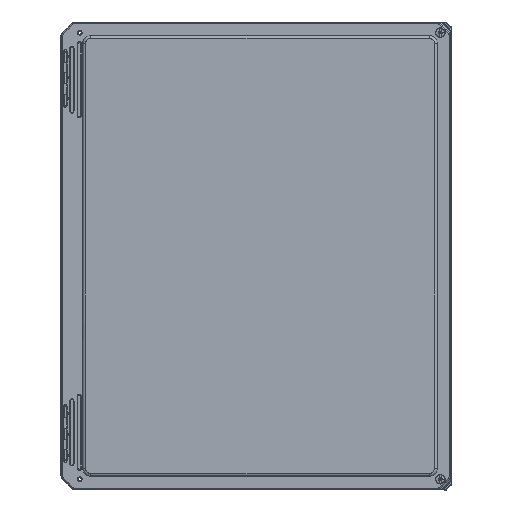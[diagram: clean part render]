
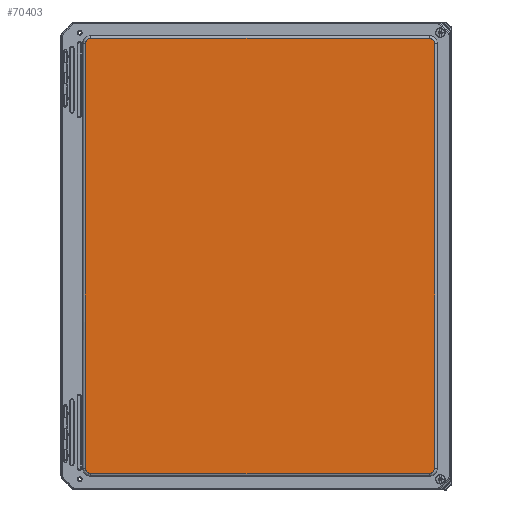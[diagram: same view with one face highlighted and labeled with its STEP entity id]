
A CAD part, top view. The second image highlights one B-rep face of the part: STEP entity #70403.
In plain terms, the highlighted planar face has unit normal (0, 0, 1).
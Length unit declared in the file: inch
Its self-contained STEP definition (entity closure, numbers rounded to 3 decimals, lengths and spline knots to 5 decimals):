
#538 = EDGE_CURVE ( 'NONE', #86601, #24621, #25390, .T. ) ;
#2980 = CARTESIAN_POINT ( 'NONE',  ( -7.9423, 9.87984, 5.17336 ) ) ;
#3677 = CARTESIAN_POINT ( 'NONE',  ( 8.3173, 9.89854, 5.17336 ) ) ;
#5584 = CARTESIAN_POINT ( 'NONE',  ( -7.72974, -10.1298, 5.17336 ) ) ;
#7057 = CARTESIAN_POINT ( 'NONE',  ( 8.3173, -9.87984, 5.17336 ) ) ;
#9131 = EDGE_CURVE ( 'NONE', #48407, #86601, #55315, .T. ) ;
#10091 = CARTESIAN_POINT ( 'NONE',  ( -7.69234, 10.1298, 5.17336 ) ) ;
#11015 = LINE ( 'NONE', #10091, #34174 ) ;
#11414 = CARTESIAN_POINT ( 'NONE',  ( -7.69234, 10.1298, 5.17336 ) ) ;
#11694 = CARTESIAN_POINT ( 'NONE',  ( 8.06734, -10.1298, 5.17336 ) ) ;
#11700 = ORIENTED_EDGE ( 'NONE', *, *, #46830, .F. ) ;
#11809 = ORIENTED_EDGE ( 'NONE', *, *, #55438, .F. ) ;
#11996 = CARTESIAN_POINT ( 'NONE',  ( -7.9423, -9.87984, 5.17336 ) ) ;
#12073 = VERTEX_POINT ( 'NONE', #7057 ) ;
#14555 = B_SPLINE_CURVE_WITH_KNOTS ( 'NONE', 3,
 ( #39364, #46033, #67489, #31261, #67022, #3677, #23707 ),
 .UNSPECIFIED., .F., .F.,
 ( 4, 1, 1, 1, 4 ),
 ( 0., 0.28571, 0.57143, 0.85714, 1. ),
 .UNSPECIFIED. ) ;
#14618 = ORIENTED_EDGE ( 'NONE', *, *, #9131, .F. ) ;
#15421 = VERTEX_POINT ( 'NONE', #74355 ) ;
#18419 = LINE ( 'NONE', #33122, #45702 ) ;
#18597 = ORIENTED_EDGE ( 'NONE', *, *, #41671, .F. ) ;
#18699 = B_SPLINE_CURVE_WITH_KNOTS ( 'NONE', 3,
 ( #70685, #63094, #92092, #26896, #55941, #84956, #11694 ),
 .UNSPECIFIED., .F., .F.,
 ( 4, 1, 1, 1, 4 ),
 ( 0., 0.14286, 0.42857, 0.71429, 1. ),
 .UNSPECIFIED. ) ;
#19282 = EDGE_CURVE ( 'NONE', #12073, #54028, #18699, .T. ) ;
#19355 = DIRECTION ( 'NONE',  ( -1., 0., 0. ) ) ;
#20804 = CARTESIAN_POINT ( 'NONE',  ( -7.9423, -9.87984, 5.17336 ) ) ;
#20839 = VECTOR ( 'NONE', #84335, 39.37008 ) ;
#23018 = CARTESIAN_POINT ( 'NONE',  ( 8.06734, 10.1298, 5.17336 ) ) ;
#23707 = CARTESIAN_POINT ( 'NONE',  ( 8.3173, 9.87984, 5.17336 ) ) ;
#24540 = CARTESIAN_POINT ( 'NONE',  ( 8.06734, -10.1298, 5.17336 ) ) ;
#24621 = VERTEX_POINT ( 'NONE', #81985 ) ;
#25390 = B_SPLINE_CURVE_WITH_KNOTS ( 'NONE', 3,
 ( #63278, #84686, #78460, #47557, #76584, #77986, #11414 ),
 .UNSPECIFIED., .F., .F.,
 ( 4, 1, 1, 1, 4 ),
 ( 0., 0.28571, 0.57143, 0.85714, 1. ),
 .UNSPECIFIED. ) ;
#26465 = CARTESIAN_POINT ( 'NONE',  ( 0.1875, 0., 5.17336 ) ) ;
#26511 = CARTESIAN_POINT ( 'NONE',  ( -7.9423, -9.87984, 5.17336 ) ) ;
#26896 = CARTESIAN_POINT ( 'NONE',  ( 8.26946, -10.04101, 5.17336 ) ) ;
#30090 = ORIENTED_EDGE ( 'NONE', *, *, #19282, .F. ) ;
#31261 = CARTESIAN_POINT ( 'NONE',  ( 8.26946, 10.04101, 5.17336 ) ) ;
#33122 = CARTESIAN_POINT ( 'NONE',  ( 8.3173, 9.87984, 5.17336 ) ) ;
#34174 = VECTOR ( 'NONE', #74787, 39.37008 ) ;
#34321 = EDGE_CURVE ( 'NONE', #88684, #15421, #14555, .T. ) ;
#35382 = CARTESIAN_POINT ( 'NONE',  ( -7.69234, -10.1298, 5.17336 ) ) ;
#39364 = CARTESIAN_POINT ( 'NONE',  ( 8.06734, 10.1298, 5.17336 ) ) ;
#40479 = VECTOR ( 'NONE', #45009, 39.37008 ) ;
#41671 = EDGE_CURVE ( 'NONE', #54028, #42074, #53592, .T. ) ;
#42074 = VERTEX_POINT ( 'NONE', #35382 ) ;
#44201 = CARTESIAN_POINT ( 'NONE',  ( 8.06734, -10.1298, 5.17336 ) ) ;
#45009 = DIRECTION ( 'NONE',  ( -1., 0., 0. ) ) ;
#45702 = VECTOR ( 'NONE', #90728, 39.37008 ) ;
#46033 = CARTESIAN_POINT ( 'NONE',  ( 8.10474, 10.1298, 5.17336 ) ) ;
#46629 = ORIENTED_EDGE ( 'NONE', *, *, #538, .F. ) ;
#46830 = EDGE_CURVE ( 'NONE', #15421, #12073, #18419, .T. ) ;
#47557 = CARTESIAN_POINT ( 'NONE',  ( -7.85351, 10.08196, 5.17336 ) ) ;
#48407 = VERTEX_POINT ( 'NONE', #26511 ) ;
#49359 = CARTESIAN_POINT ( 'NONE',  ( -7.80451, -10.11274, 5.17336 ) ) ;
#53592 = LINE ( 'NONE', #24540, #40479 ) ;
#54028 = VERTEX_POINT ( 'NONE', #44201 ) ;
#54816 = B_SPLINE_CURVE_WITH_KNOTS ( 'NONE', 3,
 ( #92186, #5584, #49359, #71246, #64589, #93110, #20804 ),
 .UNSPECIFIED., .F., .F.,
 ( 4, 1, 1, 1, 4 ),
 ( 0., 0.28571, 0.57143, 0.85714, 1. ),
 .UNSPECIFIED. ) ;
#55315 = LINE ( 'NONE', #11996, #20839 ) ;
#55438 = EDGE_CURVE ( 'NONE', #24621, #88684, #11015, .T. ) ;
#55941 = CARTESIAN_POINT ( 'NONE',  ( 8.17951, -10.11274, 5.17336 ) ) ;
#62646 = FACE_OUTER_BOUND ( 'NONE', #77365, .T. ) ;
#63094 = CARTESIAN_POINT ( 'NONE',  ( 8.3173, -9.89854, 5.17336 ) ) ;
#63278 = CARTESIAN_POINT ( 'NONE',  ( -7.9423, 9.87984, 5.17336 ) ) ;
#64589 = CARTESIAN_POINT ( 'NONE',  ( -7.93603, -9.95464, 5.17336 ) ) ;
#67022 = CARTESIAN_POINT ( 'NONE',  ( 8.31103, 9.95464, 5.17336 ) ) ;
#67489 = CARTESIAN_POINT ( 'NONE',  ( 8.17951, 10.11274, 5.17336 ) ) ;
#68613 = ORIENTED_EDGE ( 'NONE', *, *, #34321, .F. ) ;
#70403 = ADVANCED_FACE ( 'NONE', ( #62646 ), #91650, .F. ) ;
#70685 = CARTESIAN_POINT ( 'NONE',  ( 8.3173, -9.87984, 5.17336 ) ) ;
#71246 = CARTESIAN_POINT ( 'NONE',  ( -7.89446, -10.04101, 5.17336 ) ) ;
#74355 = CARTESIAN_POINT ( 'NONE',  ( 8.3173, 9.87984, 5.17336 ) ) ;
#74787 = DIRECTION ( 'NONE',  ( 1., 0., 0. ) ) ;
#76584 = CARTESIAN_POINT ( 'NONE',  ( -7.76714, 10.12353, 5.17336 ) ) ;
#77365 = EDGE_LOOP ( 'NONE', ( #80372, #18597, #30090, #11700, #68613, #11809, #46629, #14618 ) ) ;
#77986 = CARTESIAN_POINT ( 'NONE',  ( -7.71104, 10.1298, 5.17336 ) ) ;
#78460 = CARTESIAN_POINT ( 'NONE',  ( -7.92524, 9.99201, 5.17336 ) ) ;
#78739 = EDGE_CURVE ( 'NONE', #42074, #48407, #54816, .T. ) ;
#80372 = ORIENTED_EDGE ( 'NONE', *, *, #78739, .F. ) ;
#81985 = CARTESIAN_POINT ( 'NONE',  ( -7.69234, 10.1298, 5.17336 ) ) ;
#83582 = AXIS2_PLACEMENT_3D ( 'NONE', #26465, #84534, #19355 ) ;
#84335 = DIRECTION ( 'NONE',  ( 0., 1., 0. ) ) ;
#84534 = DIRECTION ( 'NONE',  ( 0., 0., -1. ) ) ;
#84686 = CARTESIAN_POINT ( 'NONE',  ( -7.9423, 9.91724, 5.17336 ) ) ;
#84956 = CARTESIAN_POINT ( 'NONE',  ( 8.10474, -10.1298, 5.17336 ) ) ;
#86601 = VERTEX_POINT ( 'NONE', #2980 ) ;
#88684 = VERTEX_POINT ( 'NONE', #23018 ) ;
#90728 = DIRECTION ( 'NONE',  ( 0., -1., 0. ) ) ;
#91650 = PLANE ( 'NONE',  #83582 ) ;
#92092 = CARTESIAN_POINT ( 'NONE',  ( 8.31103, -9.95464, 5.17336 ) ) ;
#92186 = CARTESIAN_POINT ( 'NONE',  ( -7.69234, -10.1298, 5.17336 ) ) ;
#93110 = CARTESIAN_POINT ( 'NONE',  ( -7.9423, -9.89854, 5.17336 ) ) ;
